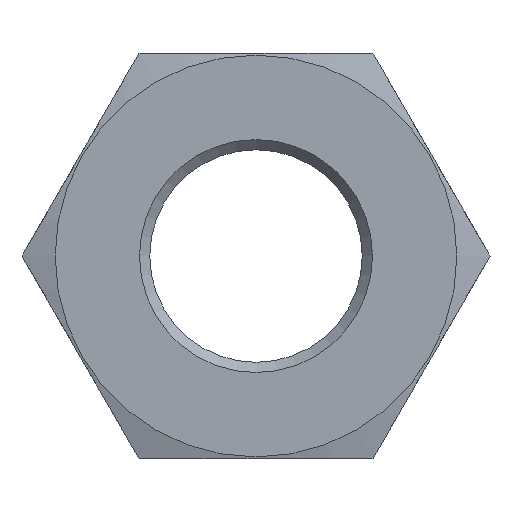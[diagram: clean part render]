
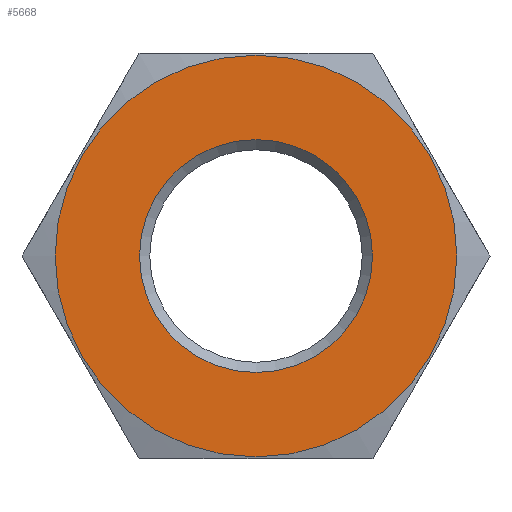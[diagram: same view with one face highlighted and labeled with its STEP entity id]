
A CAD part, left-side view. The second image highlights one B-rep face of the part: STEP entity #5668.
In plain terms, the highlighted planar face has unit normal (-1, 0, 0).
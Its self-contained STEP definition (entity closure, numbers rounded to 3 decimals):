
#138 = DIRECTION ( 'NONE',  ( -1., 0., 0. ) ) ;
#170 = AXIS2_PLACEMENT_3D ( 'NONE', #3563, #1240, #9786 ) ;
#177 = EDGE_CURVE ( 'NONE', #9479, #9479, #1021, .T. ) ;
#203 = ORIENTED_EDGE ( 'NONE', *, *, #10997, .T. ) ;
#1021 = CIRCLE ( 'NONE', #11851, 13.22 ) ;
#1240 = DIRECTION ( 'NONE',  ( 1., 0., 0. ) ) ;
#2367 = CARTESIAN_POINT ( 'NONE',  ( 0., 0., 0. ) ) ;
#3563 = CARTESIAN_POINT ( 'NONE',  ( 0., 28.5, 0. ) ) ;
#3716 = DIRECTION ( 'NONE',  ( 0., 0., 1. ) ) ;
#4535 = CARTESIAN_POINT ( 'NONE',  ( 0., 0., 0. ) ) ;
#5013 = FACE_BOUND ( 'NONE', #7314, .T. ) ;
#5668 = ADVANCED_FACE ( 'NONE', ( #5013, #12215 ), #12299, .F. ) ;
#6865 = DIRECTION ( 'NONE',  ( -1., 0., 0. ) ) ;
#7314 = EDGE_LOOP ( 'NONE', ( #10374 ) ) ;
#7506 = VERTEX_POINT ( 'NONE', #12462 ) ;
#8475 = EDGE_LOOP ( 'NONE', ( #203 ) ) ;
#9479 = VERTEX_POINT ( 'NONE', #14414 ) ;
#9786 = DIRECTION ( 'NONE',  ( 0., 0., -1. ) ) ;
#10374 = ORIENTED_EDGE ( 'NONE', *, *, #177, .F. ) ;
#10995 = CIRCLE ( 'NONE', #13722, 22.8 ) ;
#10997 = EDGE_CURVE ( 'NONE', #7506, #7506, #10995, .T. ) ;
#11851 = AXIS2_PLACEMENT_3D ( 'NONE', #2367, #138, #3716 ) ;
#12215 = FACE_OUTER_BOUND ( 'NONE', #8475, .T. ) ;
#12299 = PLANE ( 'NONE',  #170 ) ;
#12462 = CARTESIAN_POINT ( 'NONE',  ( 0., 0., 22.8 ) ) ;
#12868 = DIRECTION ( 'NONE',  ( 0., 0., 1. ) ) ;
#13722 = AXIS2_PLACEMENT_3D ( 'NONE', #4535, #6865, #12868 ) ;
#14414 = CARTESIAN_POINT ( 'NONE',  ( 0., 0., 13.22 ) ) ;
